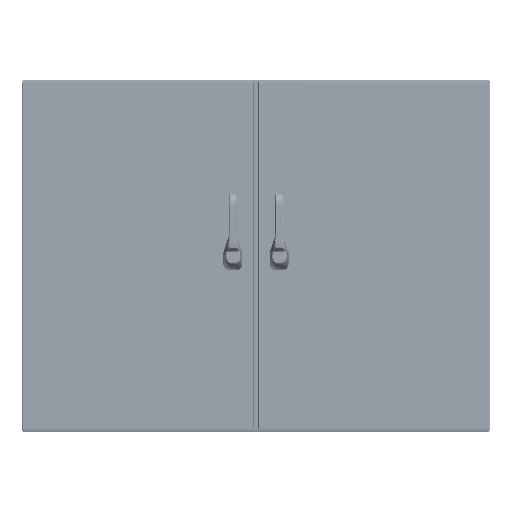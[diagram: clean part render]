
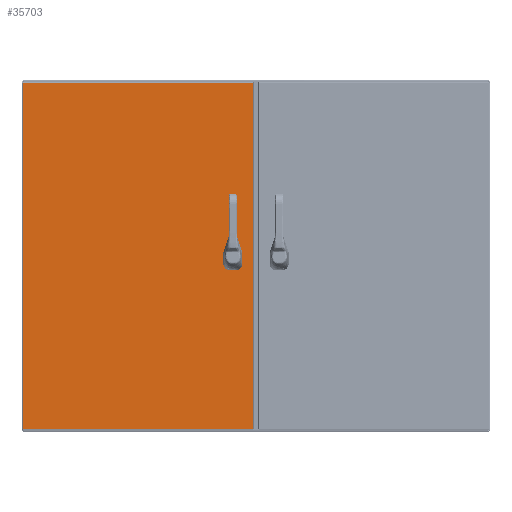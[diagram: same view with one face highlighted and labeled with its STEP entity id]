
A CAD part, top view. The second image highlights one B-rep face of the part: STEP entity #35703.
In plain terms, the highlighted face is planar.
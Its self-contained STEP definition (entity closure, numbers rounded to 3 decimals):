
#2515=LINE('',#54151,#4871);
#2519=LINE('',#54163,#4875);
#2523=LINE('',#54175,#4879);
#2527=LINE('',#54185,#4883);
#2551=LINE('',#54258,#4907);
#2566=LINE('',#54358,#4922);
#2572=LINE('',#54439,#4928);
#2586=LINE('',#54536,#4942);
#4871=VECTOR('',#43284,0.394);
#4875=VECTOR('',#43296,0.394);
#4879=VECTOR('',#43308,0.394);
#4883=VECTOR('',#43320,0.394);
#4907=VECTOR('',#43386,0.394);
#4922=VECTOR('',#43415,0.394);
#4928=VECTOR('',#43427,0.394);
#4942=VECTOR('',#43455,0.394);
#7048=PLANE('',#38837);
#7815=FACE_BOUND('',#10731,.T.);
#7816=FACE_BOUND('',#10732,.T.);
#7817=FACE_BOUND('',#10733,.T.);
#7818=FACE_BOUND('',#10734,.T.);
#8430=FACE_OUTER_BOUND('',#10730,.T.);
#10730=EDGE_LOOP('',(#24236,#24237,#24238,#24239));
#10731=EDGE_LOOP('',(#24240,#24241,#24242,#24243,#24244,#24245,#24246,#24247));
#10732=EDGE_LOOP('',(#24248));
#10733=EDGE_LOOP('',(#24249));
#10734=EDGE_LOOP('',(#24250));
#13211=CIRCLE('',#38779,0.453);
#13213=CIRCLE('',#38783,0.453);
#13215=CIRCLE('',#38787,0.453);
#13217=CIRCLE('',#38791,0.453);
#13219=CIRCLE('',#38795,0.14);
#13221=CIRCLE('',#38798,0.14);
#13223=CIRCLE('',#38801,0.14);
#15182=VERTEX_POINT('',#54142);
#15183=VERTEX_POINT('',#54144);
#15185=VERTEX_POINT('',#54150);
#15187=VERTEX_POINT('',#54156);
#15189=VERTEX_POINT('',#54162);
#15191=VERTEX_POINT('',#54168);
#15193=VERTEX_POINT('',#54174);
#15195=VERTEX_POINT('',#54180);
#15197=VERTEX_POINT('',#54189);
#15199=VERTEX_POINT('',#54194);
#15201=VERTEX_POINT('',#54199);
#15215=VERTEX_POINT('',#54249);
#15216=VERTEX_POINT('',#54257);
#15225=VERTEX_POINT('',#54349);
#15226=VERTEX_POINT('',#54357);
#18527=EDGE_CURVE('',#15183,#15182,#13211,.T.);
#18530=EDGE_CURVE('',#15185,#15183,#2515,.T.);
#18533=EDGE_CURVE('',#15187,#15185,#13213,.T.);
#18536=EDGE_CURVE('',#15189,#15187,#2519,.T.);
#18539=EDGE_CURVE('',#15191,#15189,#13215,.T.);
#18542=EDGE_CURVE('',#15193,#15191,#2523,.T.);
#18545=EDGE_CURVE('',#15195,#15193,#13217,.T.);
#18548=EDGE_CURVE('',#15182,#15195,#2527,.T.);
#18550=EDGE_CURVE('',#15197,#15197,#13219,.T.);
#18552=EDGE_CURVE('',#15199,#15199,#13221,.T.);
#18554=EDGE_CURVE('',#15201,#15201,#13223,.T.);
#18579=EDGE_CURVE('',#15216,#15215,#2551,.T.);
#18598=EDGE_CURVE('',#15226,#15225,#2566,.T.);
#18608=EDGE_CURVE('',#15225,#15216,#2572,.T.);
#18626=EDGE_CURVE('',#15215,#15226,#2586,.T.);
#24236=ORIENTED_EDGE('',*,*,#18579,.T.);
#24237=ORIENTED_EDGE('',*,*,#18626,.T.);
#24238=ORIENTED_EDGE('',*,*,#18598,.T.);
#24239=ORIENTED_EDGE('',*,*,#18608,.T.);
#24240=ORIENTED_EDGE('',*,*,#18527,.T.);
#24241=ORIENTED_EDGE('',*,*,#18548,.T.);
#24242=ORIENTED_EDGE('',*,*,#18545,.T.);
#24243=ORIENTED_EDGE('',*,*,#18542,.T.);
#24244=ORIENTED_EDGE('',*,*,#18539,.T.);
#24245=ORIENTED_EDGE('',*,*,#18536,.T.);
#24246=ORIENTED_EDGE('',*,*,#18533,.T.);
#24247=ORIENTED_EDGE('',*,*,#18530,.T.);
#24248=ORIENTED_EDGE('',*,*,#18550,.T.);
#24249=ORIENTED_EDGE('',*,*,#18552,.T.);
#24250=ORIENTED_EDGE('',*,*,#18554,.T.);
#35703=ADVANCED_FACE('',(#8430,#7815,#7816,#7817,#7818),#7048,.F.);
#38779=AXIS2_PLACEMENT_3D('',#54145,#43278,#43279);
#38783=AXIS2_PLACEMENT_3D('',#54157,#43290,#43291);
#38787=AXIS2_PLACEMENT_3D('',#54169,#43302,#43303);
#38791=AXIS2_PLACEMENT_3D('',#54181,#43314,#43315);
#38795=AXIS2_PLACEMENT_3D('',#54190,#43325,#43326);
#38798=AXIS2_PLACEMENT_3D('',#54195,#43331,#43332);
#38801=AXIS2_PLACEMENT_3D('',#54200,#43337,#43338);
#38837=AXIS2_PLACEMENT_3D('',#54622,#43480,#43481);
#43278=DIRECTION('center_axis',(0.,0.,1.));
#43279=DIRECTION('ref_axis',(-0.469,-0.883,0.));
#43284=DIRECTION('',(0.,1.,0.));
#43290=DIRECTION('center_axis',(0.,0.,1.));
#43291=DIRECTION('ref_axis',(-0.883,0.469,0.));
#43296=DIRECTION('',(1.,0.,0.));
#43302=DIRECTION('center_axis',(0.,0.,1.));
#43303=DIRECTION('ref_axis',(0.469,0.883,0.));
#43308=DIRECTION('',(0.,-1.,0.));
#43314=DIRECTION('center_axis',(0.,0.,1.));
#43315=DIRECTION('ref_axis',(0.883,-0.469,0.));
#43320=DIRECTION('',(-1.,0.,0.));
#43325=DIRECTION('center_axis',(0.,0.,1.));
#43326=DIRECTION('ref_axis',(1.,0.,0.));
#43331=DIRECTION('center_axis',(0.,0.,1.));
#43332=DIRECTION('ref_axis',(1.,0.,0.));
#43337=DIRECTION('center_axis',(0.,0.,1.));
#43338=DIRECTION('ref_axis',(1.,0.,0.));
#43386=DIRECTION('',(0.,1.,0.));
#43415=DIRECTION('',(0.,-1.,0.));
#43427=DIRECTION('',(-1.,0.,0.));
#43455=DIRECTION('',(1.,0.,0.));
#43480=DIRECTION('center_axis',(0.,0.,1.));
#43481=DIRECTION('ref_axis',(1.,0.,0.));
#54142=CARTESIAN_POINT('',(2.338,18.275,0.));
#54144=CARTESIAN_POINT('',(2.525,18.088,0.));
#54145=CARTESIAN_POINT('Origin',(2.125,17.875,0.));
#54150=CARTESIAN_POINT('',(2.525,17.662,0.));
#54151=CARTESIAN_POINT('',(2.525,17.981,0.));
#54156=CARTESIAN_POINT('',(2.338,17.475,0.));
#54157=CARTESIAN_POINT('Origin',(2.125,17.875,0.));
#54162=CARTESIAN_POINT('',(1.912,17.475,0.));
#54163=CARTESIAN_POINT('',(7.106,17.475,0.));
#54168=CARTESIAN_POINT('',(1.725,17.662,0.));
#54169=CARTESIAN_POINT('Origin',(2.125,17.875,0.));
#54174=CARTESIAN_POINT('',(1.725,18.088,0.));
#54175=CARTESIAN_POINT('',(1.725,17.769,0.));
#54180=CARTESIAN_POINT('',(1.912,18.275,0.));
#54181=CARTESIAN_POINT('Origin',(2.125,17.875,0.));
#54185=CARTESIAN_POINT('',(6.894,18.275,0.));
#54189=CARTESIAN_POINT('',(1.985,19.253,0.));
#54190=CARTESIAN_POINT('Origin',(2.125,19.253,0.));
#54194=CARTESIAN_POINT('',(1.985,18.761,0.));
#54195=CARTESIAN_POINT('Origin',(2.125,18.761,0.));
#54199=CARTESIAN_POINT('',(1.985,16.99,0.));
#54200=CARTESIAN_POINT('Origin',(2.125,16.99,0.));
#54249=CARTESIAN_POINT('',(0.105,35.645,0.));
#54257=CARTESIAN_POINT('',(0.105,0.105,0.));
#54258=CARTESIAN_POINT('',(0.105,8.99,0.));
#54349=CARTESIAN_POINT('',(23.645,0.105,0.));
#54357=CARTESIAN_POINT('',(23.645,35.645,0.));
#54358=CARTESIAN_POINT('',(23.645,26.76,0.));
#54439=CARTESIAN_POINT('',(17.76,0.105,0.));
#54536=CARTESIAN_POINT('',(5.99,35.645,0.));
#54622=CARTESIAN_POINT('Origin',(11.875,17.875,0.));
